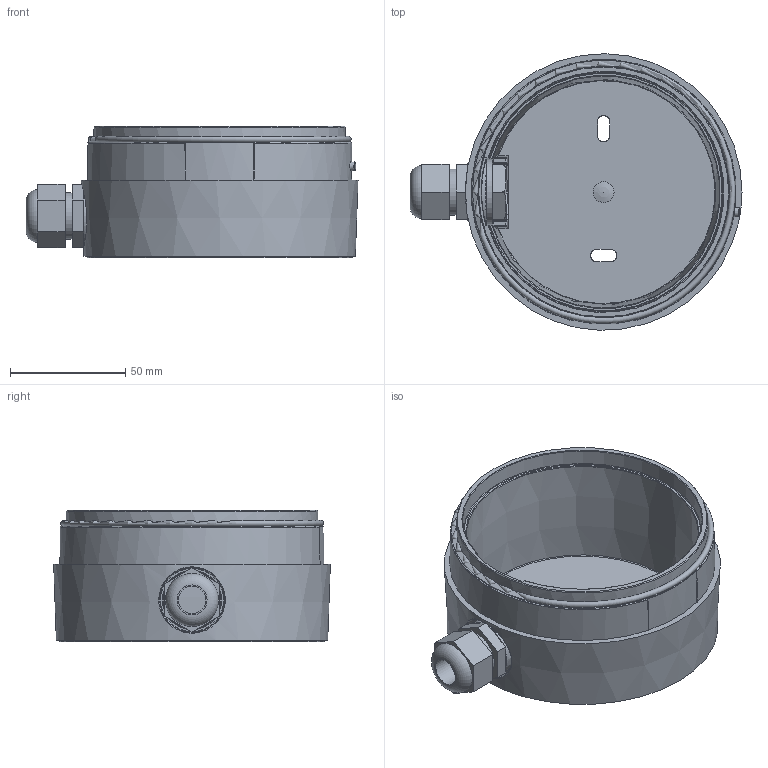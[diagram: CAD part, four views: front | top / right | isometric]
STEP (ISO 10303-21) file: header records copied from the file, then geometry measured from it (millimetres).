
FILE_DESCRIPTION(/* description */ ('Customer-3D'),/* implementation_level */ '2;1');
FILE_NAME(/* name */ '100000001811_prt_000.step',/* time_stamp */ '2018-11-27T07:09:32+01:00',/* author */ ('STOLZENTHALE'),/* organization */ ('WERMA Signaltechnik GmbH+Co.KG'),/* preprocessor_version */ 'ST-DEVELOPER v17',/* originating_system */ 'Autodesk Inventor 2018',/* authorisation */ 'public');
FILE_SCHEMA (('AUTOMOTIVE_DESIGN { 1 0 10303 214 3 1 1 }'));
Length unit declared in the file: millimetre
Products named in the file (1): 100000001811_prt_000_1
Bounding box: 144 x 119.98 x 57.2 mm (x, y, z)
Volume: 197867.8 mm3; surface area: 83934 mm2
Topology: 1 solids, 1 shells, 198 faces, 499 edges, 319 vertices
Faces by surface type: plane 78, cylinder 35, bspline 29, torus 26, cone 24, sphere 6
Full cylindrical faces by diameter (mm): 12 x3, 17 x1, 18.376 x1, 20 x2, 20.5 x1, 28 x1, 115 x1
Entity records: 7679 total; most frequent: CARTESIAN_POINT 2763, ORIENTED_EDGE 994, DIRECTION 949, EDGE_CURVE 497, AXIS2_PLACEMENT_3D 382, VERTEX_POINT 319, EDGE_LOOP 230, FACE_OUTER_BOUND 198
